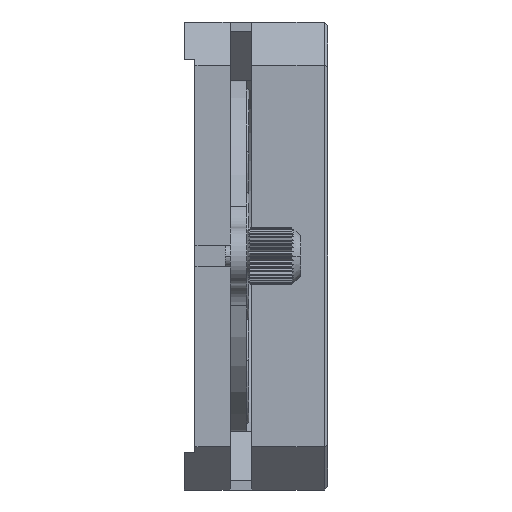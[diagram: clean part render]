
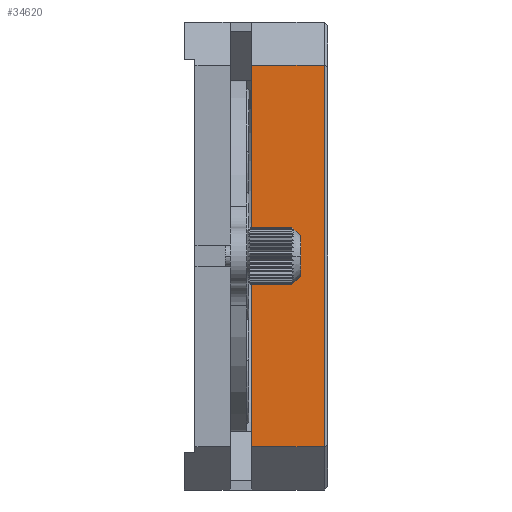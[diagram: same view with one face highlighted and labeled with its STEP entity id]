
A CAD part, left-side view. The second image highlights one B-rep face of the part: STEP entity #34620.
In plain terms, the highlighted planar face has unit normal (-1, 0, 0).
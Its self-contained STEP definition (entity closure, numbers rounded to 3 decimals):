
#3575=DIRECTION('',(0.,0.,-1.));
#3576=VECTOR('',#3575,53.2);
#3577=CARTESIAN_POINT('',(-32.6,0.5,26.6));
#3578=LINE('',#3577,#3576);
#3579=DIRECTION('',(0.,-1.,0.));
#3580=VECTOR('',#3579,10.1);
#3581=CARTESIAN_POINT('',(-32.6,10.6,-26.6));
#3582=LINE('',#3581,#3580);
#3583=DIRECTION('',(0.,-1.,0.));
#3584=VECTOR('',#3583,10.1);
#3585=CARTESIAN_POINT('',(-32.6,10.6,26.6));
#3586=LINE('',#3585,#3584);
#3619=DIRECTION('',(0.,0.,1.));
#3620=VECTOR('',#3619,53.2);
#3621=CARTESIAN_POINT('',(-32.6,10.6,-26.6));
#3622=LINE('',#3621,#3620);
#32338=CARTESIAN_POINT('',(-32.6,10.6,26.6));
#32340=VERTEX_POINT('',#32338);
#32343=CARTESIAN_POINT('',(-32.6,10.6,-26.6));
#32345=VERTEX_POINT('',#32343);
#32354=CARTESIAN_POINT('',(-32.6,0.5,-26.6));
#32355=VERTEX_POINT('',#32354);
#32358=CARTESIAN_POINT('',(-32.6,0.5,26.6));
#32359=VERTEX_POINT('',#32358);
#34607=CARTESIAN_POINT('',(-32.6,0.,-32.6));
#34608=DIRECTION('',(-1.,0.,0.));
#34609=DIRECTION('',(0.,0.,1.));
#34610=AXIS2_PLACEMENT_3D('',#34607,#34608,#34609);
#34611=PLANE('',#34610);
#34612=ORIENTED_EDGE('',*,*,#34598,.T.);
#34614=ORIENTED_EDGE('',*,*,#34613,.F.);
#34616=ORIENTED_EDGE('',*,*,#34615,.T.);
#34617=ORIENTED_EDGE('',*,*,#34572,.T.);
#34618=EDGE_LOOP('',(#34612,#34614,#34616,#34617));
#34619=FACE_OUTER_BOUND('',#34618,.F.);
#34620=ADVANCED_FACE('',(#34619),#34611,.T.);
#34572=EDGE_CURVE('',#32340,#32359,#3586,.T.);
#34598=EDGE_CURVE('',#32359,#32355,#3578,.T.);
#34613=EDGE_CURVE('',#32345,#32355,#3582,.T.);
#34615=EDGE_CURVE('',#32345,#32340,#3622,.T.);
